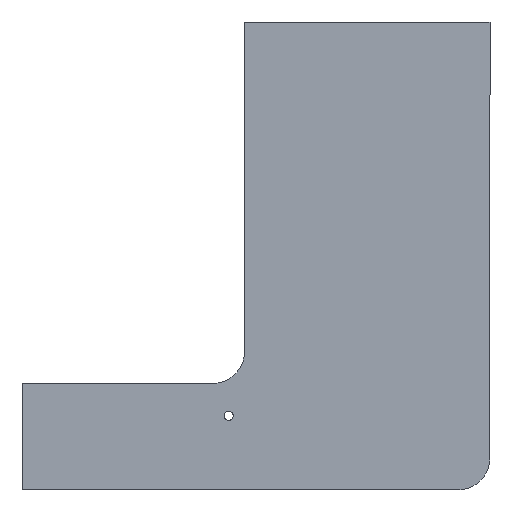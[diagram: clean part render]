
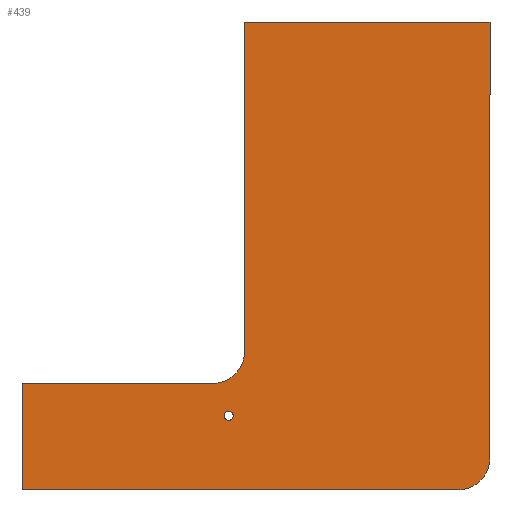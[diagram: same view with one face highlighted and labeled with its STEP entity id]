
A CAD part, front view. The second image highlights one B-rep face of the part: STEP entity #439.
In plain terms, the highlighted planar face has unit normal (0, -1, 0).
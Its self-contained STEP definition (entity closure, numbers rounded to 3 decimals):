
#3 = CIRCLE ( 'NONE', #451, 10. ) ;
#23 = CARTESIAN_POINT ( 'NONE',  ( 0., 0., 0. ) ) ;
#46 = CARTESIAN_POINT ( 'NONE',  ( 69., 0., 43. ) ) ;
#54 = PLANE ( 'NONE',  #163 ) ;
#61 = DIRECTION ( 'NONE',  ( 0., 1., 0. ) ) ;
#64 = CARTESIAN_POINT ( 'NONE',  ( 135., 0., 10. ) ) ;
#72 = EDGE_CURVE ( 'NONE', #542, #368, #448, .T. ) ;
#75 = CARTESIAN_POINT ( 'NONE',  ( 0., 0., 33. ) ) ;
#83 = LINE ( 'NONE', #518, #171 ) ;
#85 = VERTEX_POINT ( 'NONE', #46 ) ;
#106 = CARTESIAN_POINT ( 'NONE',  ( 145., 0., 10. ) ) ;
#107 = CARTESIAN_POINT ( 'NONE',  ( 64., 0., 23. ) ) ;
#112 = VECTOR ( 'NONE', #571, 1000. ) ;
#113 = EDGE_CURVE ( 'NONE', #85, #115, #3, .T. ) ;
#115 = VERTEX_POINT ( 'NONE', #494 ) ;
#120 = ORIENTED_EDGE ( 'NONE', *, *, #549, .F. ) ;
#134 = CARTESIAN_POINT ( 'NONE',  ( 0., 0., 0. ) ) ;
#151 = EDGE_CURVE ( 'NONE', #515, #294, #529, .T. ) ;
#159 = ORIENTED_EDGE ( 'NONE', *, *, #151, .F. ) ;
#163 = AXIS2_PLACEMENT_3D ( 'NONE', #134, #324, #444 ) ;
#164 = VECTOR ( 'NONE', #376, 1000. ) ;
#166 = LINE ( 'NONE', #479, #112 ) ;
#171 = VECTOR ( 'NONE', #343, 1000. ) ;
#198 = CARTESIAN_POINT ( 'NONE',  ( 69., 0., 33. ) ) ;
#207 = VECTOR ( 'NONE', #318, 1000. ) ;
#219 = ORIENTED_EDGE ( 'NONE', *, *, #243, .F. ) ;
#222 = AXIS2_PLACEMENT_3D ( 'NONE', #107, #244, #400 ) ;
#232 = CIRCLE ( 'NONE', #480, 10. ) ;
#236 = VERTEX_POINT ( 'NONE', #106 ) ;
#242 = CARTESIAN_POINT ( 'NONE',  ( 0., 0., 145. ) ) ;
#243 = EDGE_CURVE ( 'NONE', #546, #467, #338, .T. ) ;
#244 = DIRECTION ( 'NONE',  ( 0., -1., 0. ) ) ;
#270 = CARTESIAN_POINT ( 'NONE',  ( 0., 0., 0. ) ) ;
#282 = DIRECTION ( 'NONE',  ( 0., 0., 1. ) ) ;
#292 = LINE ( 'NONE', #198, #164 ) ;
#294 = VERTEX_POINT ( 'NONE', #553 ) ;
#295 = VECTOR ( 'NONE', #471, 1000. ) ;
#307 = DIRECTION ( 'NONE',  ( 0., 0., 1. ) ) ;
#308 = LINE ( 'NONE', #490, #295 ) ;
#311 = EDGE_CURVE ( 'NONE', #85, #515, #292, .T. ) ;
#313 = CARTESIAN_POINT ( 'NONE',  ( 59., 0., 43. ) ) ;
#314 = VERTEX_POINT ( 'NONE', #367 ) ;
#317 = FACE_BOUND ( 'NONE', #564, .T. ) ;
#318 = DIRECTION ( 'NONE',  ( 1., 0., 0. ) ) ;
#324 = DIRECTION ( 'NONE',  ( 0., 1., 0. ) ) ;
#334 = ORIENTED_EDGE ( 'NONE', *, *, #519, .F. ) ;
#338 = CIRCLE ( 'NONE', #559, 1.4 ) ;
#343 = DIRECTION ( 'NONE',  ( 0., 0., -1. ) ) ;
#346 = DIRECTION ( 'NONE',  ( 0., -1., 0. ) ) ;
#349 = DIRECTION ( 'NONE',  ( 0., 0., 1. ) ) ;
#367 = CARTESIAN_POINT ( 'NONE',  ( 135., 0., 0. ) ) ;
#368 = VERTEX_POINT ( 'NONE', #75 ) ;
#371 = ORIENTED_EDGE ( 'NONE', *, *, #72, .F. ) ;
#376 = DIRECTION ( 'NONE',  ( 0., 0., 1. ) ) ;
#379 = ORIENTED_EDGE ( 'NONE', *, *, #514, .T. ) ;
#381 = CIRCLE ( 'NONE', #222, 1.4 ) ;
#382 = VECTOR ( 'NONE', #536, 1000. ) ;
#386 = ORIENTED_EDGE ( 'NONE', *, *, #113, .T. ) ;
#400 = DIRECTION ( 'NONE',  ( 0., 0., 1. ) ) ;
#409 = DIRECTION ( 'NONE',  ( 0., -1., 0. ) ) ;
#411 = CARTESIAN_POINT ( 'NONE',  ( 69., 0., 145. ) ) ;
#429 = CARTESIAN_POINT ( 'NONE',  ( 64., 0., 21.6 ) ) ;
#439 = ADVANCED_FACE ( 'NONE', ( #317, #458 ), #54, .F. ) ;
#444 = DIRECTION ( 'NONE',  ( 0., 0., 1. ) ) ;
#445 = CARTESIAN_POINT ( 'NONE',  ( 64., 0., 23. ) ) ;
#448 = LINE ( 'NONE', #270, #382 ) ;
#451 = AXIS2_PLACEMENT_3D ( 'NONE', #313, #61, #349 ) ;
#455 = CARTESIAN_POINT ( 'NONE',  ( 64., 0., 24.4 ) ) ;
#458 = FACE_OUTER_BOUND ( 'NONE', #561, .T. ) ;
#467 = VERTEX_POINT ( 'NONE', #455 ) ;
#471 = DIRECTION ( 'NONE',  ( -1., 0., 0. ) ) ;
#479 = CARTESIAN_POINT ( 'NONE',  ( 0., 0., 33. ) ) ;
#480 = AXIS2_PLACEMENT_3D ( 'NONE', #64, #409, #282 ) ;
#481 = ORIENTED_EDGE ( 'NONE', *, *, #562, .F. ) ;
#486 = ORIENTED_EDGE ( 'NONE', *, *, #311, .F. ) ;
#490 = CARTESIAN_POINT ( 'NONE',  ( 0., 0., 0. ) ) ;
#494 = CARTESIAN_POINT ( 'NONE',  ( 59., 0., 33. ) ) ;
#503 = EDGE_CURVE ( 'NONE', #467, #546, #381, .T. ) ;
#505 = ORIENTED_EDGE ( 'NONE', *, *, #503, .F. ) ;
#514 = EDGE_CURVE ( 'NONE', #314, #236, #232, .T. ) ;
#515 = VERTEX_POINT ( 'NONE', #411 ) ;
#518 = CARTESIAN_POINT ( 'NONE',  ( 145., 0., 0. ) ) ;
#519 = EDGE_CURVE ( 'NONE', #314, #542, #308, .T. ) ;
#529 = LINE ( 'NONE', #242, #207 ) ;
#536 = DIRECTION ( 'NONE',  ( 0., 0., 1. ) ) ;
#542 = VERTEX_POINT ( 'NONE', #23 ) ;
#546 = VERTEX_POINT ( 'NONE', #429 ) ;
#549 = EDGE_CURVE ( 'NONE', #368, #115, #166, .T. ) ;
#553 = CARTESIAN_POINT ( 'NONE',  ( 145., 0., 145. ) ) ;
#559 = AXIS2_PLACEMENT_3D ( 'NONE', #445, #346, #307 ) ;
#561 = EDGE_LOOP ( 'NONE', ( #334, #379, #481, #159, #486, #386, #120, #371 ) ) ;
#562 = EDGE_CURVE ( 'NONE', #294, #236, #83, .T. ) ;
#564 = EDGE_LOOP ( 'NONE', ( #505, #219 ) ) ;
#571 = DIRECTION ( 'NONE',  ( 1., 0., 0. ) ) ;
